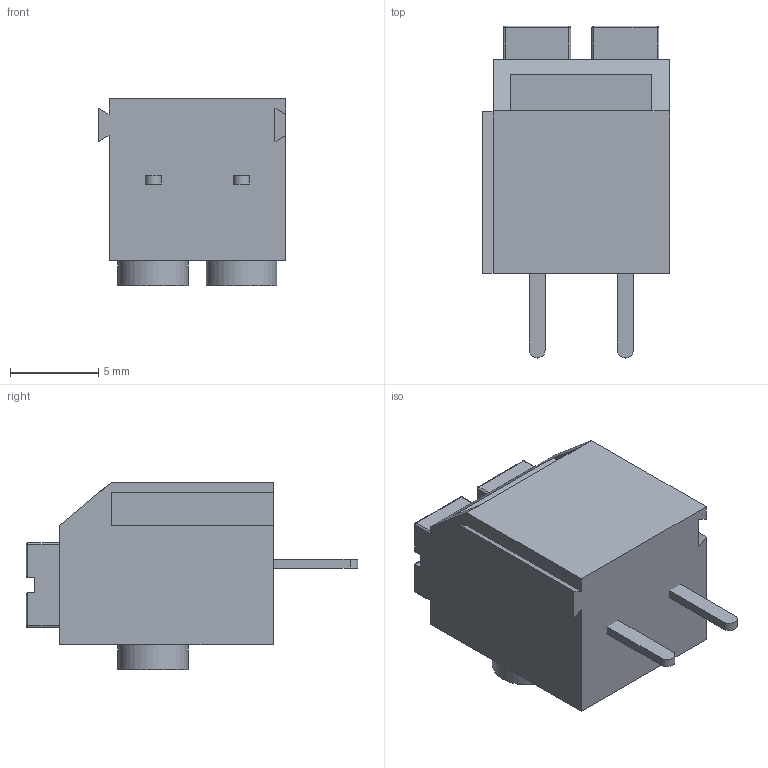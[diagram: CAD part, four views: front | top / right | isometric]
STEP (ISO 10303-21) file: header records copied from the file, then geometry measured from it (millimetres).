
FILE_DESCRIPTION (( 'STEP AP214' ), '1' );
FILE_NAME ('DG390-5.0-2p.STEP', '2022-04-26T18:48:11', ( 'Alexei Kositsin' ), ( '' ), 'SwSTEP 2.0', 'SolidWorks 2019', '' );
FILE_SCHEMA (( 'AUTOMOTIVE_DESIGN' ));
Length unit declared in the file: millimetre
Products named in the file (1): DG390-5.0-2p
Bounding box: 10.6 x 18.8 x 10.6 mm (x, y, z)
Volume: 1063.7 mm3; surface area: 1051.8 mm2
Topology: 5 solids, 5 shells, 123 faces, 293 edges, 180 vertices
Faces by surface type: plane 73, cylinder 40, sphere 8, cone 2
Full cylindrical faces by diameter (mm): 1.5 x2, 3.2 x2, 4 x2
Entity records: 3753 total; most frequent: CARTESIAN_POINT 589, DIRECTION 573, ORIENTED_EDGE 538, EDGE_CURVE 269, VECTOR 197, LINE 197, AXIS2_PLACEMENT_3D 188, VERTEX_POINT 172
